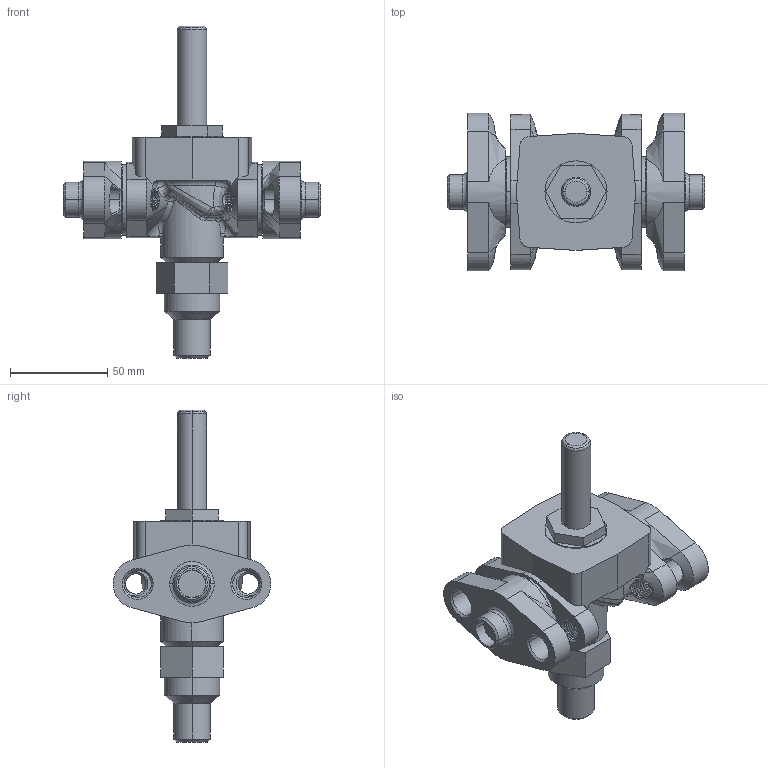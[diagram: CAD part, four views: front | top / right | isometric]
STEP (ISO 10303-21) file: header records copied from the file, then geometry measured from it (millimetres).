
FILE_DESCRIPTION((''),'2;1');
FILE_NAME('ASM0001_ASM','2021-05-11T',('AMG'),(''),'PRO/ENGINEER BY PARAMETRIC TECHNOLOGY CORPORATION, 2008380','PRO/ENGINEER BY PARAMETRIC TECHNOLOGY CORPORATION, 2008380','');
FILE_SCHEMA(('CONFIG_CONTROL_DESIGN'));
Length unit declared in the file: millimetre
Products named in the file (9): PRT0002; PRT0003; ASM0002_ASM; PRT0004; PRT0001; ASM0003_ASM; PRT0005; ASM0004_ASM; ASM0001_ASM
Assembly tree (8 placements, depth 3):
  ASM0001_ASM
    ASM0002_ASM
      PRT0002
      PRT0003
    PRT0004
    ASM0003_ASM
      PRT0001
    ASM0004_ASM
      PRT0005
Bounding box: 132.4 x 81.24 x 170.95 mm (x, y, z)
Volume: 288048.5 mm3; surface area: 59172.4 mm2
Topology: 4 solids, 4 shells, 426 faces, 1135 edges, 727 vertices
Faces by surface type: cylinder 166, bspline 119, plane 81, cone 36, torus 18, sphere 6
Entity records: 32940 total; most frequent: CARTESIAN_POINT 23325, ORIENTED_EDGE 2262, DIRECTION 1509, EDGE_CURVE 1131, VERTEX_POINT 727, AXIS2_PLACEMENT_3D 586, B_SPLINE_CURVE_WITH_KNOTS 536, EDGE_LOOP 458
